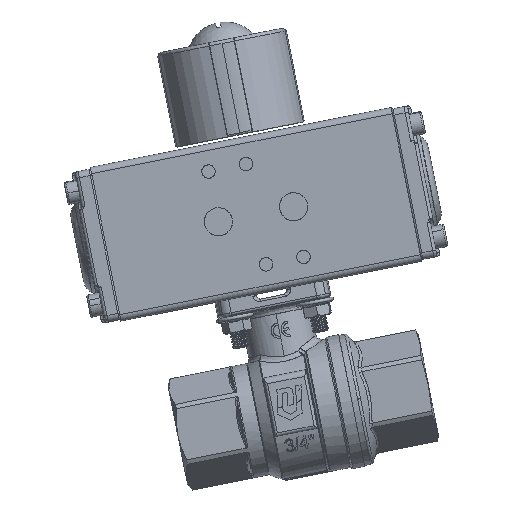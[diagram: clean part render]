
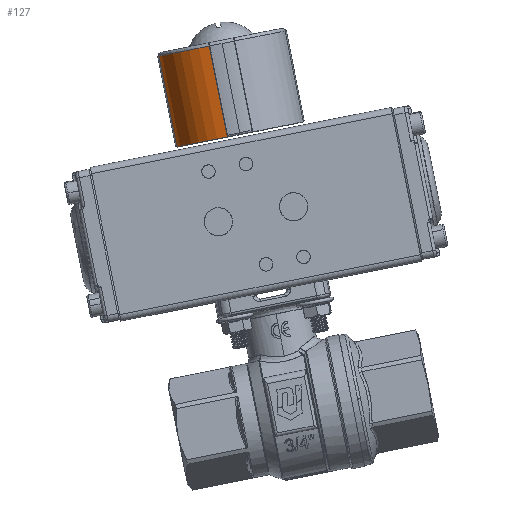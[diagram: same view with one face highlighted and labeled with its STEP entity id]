
A CAD part, top view. The second image highlights one B-rep face of the part: STEP entity #127.
In plain terms, the highlighted cylindrical face has radius 20.5 mm (diameter 41 mm), a partial arc.
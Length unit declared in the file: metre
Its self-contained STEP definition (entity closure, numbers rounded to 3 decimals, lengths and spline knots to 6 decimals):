
#127 = ADVANCED_FACE ( 'NONE', ( #54973 ), #61237, .T. ) ;
#747 = EDGE_CURVE ( 'NONE', #15777, #17012, #75472, .T. ) ;
#1349 = CARTESIAN_POINT ( 'NONE',  ( -0.041214, 0.065589, 0.111777 ) ) ;
#5255 = VERTEX_POINT ( 'NONE', #84739 ) ;
#5369 = ORIENTED_EDGE ( 'NONE', *, *, #38691, .T. ) ;
#13375 = DIRECTION ( 'NONE',  ( -0.195, 0.981, 0. ) ) ;
#14213 = EDGE_CURVE ( 'NONE', #17012, #65774, #47003, .T. ) ;
#14385 = DIRECTION ( 'NONE',  ( -0.981, -0.195, 0. ) ) ;
#14974 = AXIS2_PLACEMENT_3D ( 'NONE', #82369, #61673, #54547 ) ;
#15777 = VERTEX_POINT ( 'NONE', #41819 ) ;
#17012 = VERTEX_POINT ( 'NONE', #18963 ) ;
#18288 = DIRECTION ( 'NONE',  ( -0.195, 0.981, 0. ) ) ;
#18963 = CARTESIAN_POINT ( 'NONE',  ( -0.056951, 0.062455, 0.095731 ) ) ;
#20109 = CARTESIAN_POINT ( 'NONE',  ( -0.047072, 0.095011, 0.111777 ) ) ;
#26453 = CARTESIAN_POINT ( 'NONE',  ( -0.062809, 0.091877, 0.095731 ) ) ;
#28020 = VECTOR ( 'NONE', #47612, 1. ) ;
#28782 = CARTESIAN_POINT ( 'NONE',  ( -0.042905, 0.094821, 0.091681 ) ) ;
#38419 = EDGE_CURVE ( 'NONE', #5255, #15777, #73630, .T. ) ;
#38691 = EDGE_CURVE ( 'NONE', #65774, #5255, #40831, .T. ) ;
#38897 = ORIENTED_EDGE ( 'NONE', *, *, #38419, .T. ) ;
#39176 = AXIS2_PLACEMENT_3D ( 'NONE', #28782, #49061, #14385 ) ;
#40831 = LINE ( 'NONE', #20109, #55196 ) ;
#41819 = CARTESIAN_POINT ( 'NONE',  ( -0.062614, 0.090897, 0.095731 ) ) ;
#42076 = EDGE_LOOP ( 'NONE', ( #66099, #70045, #5369, #38897 ) ) ;
#42711 = AXIS2_PLACEMENT_3D ( 'NONE', #79934, #18288, #45741 ) ;
#45741 = DIRECTION ( 'NONE',  ( -0.981, -0.195, 0. ) ) ;
#47003 = CIRCLE ( 'NONE', #42711, 0.0205 ) ;
#47612 = DIRECTION ( 'NONE',  ( 0.195, -0.981, 0. ) ) ;
#49061 = DIRECTION ( 'NONE',  ( 0.195, -0.981, 0. ) ) ;
#54547 = DIRECTION ( 'NONE',  ( -0.981, -0.195, 0. ) ) ;
#54973 = FACE_OUTER_BOUND ( 'NONE', #42076, .T. ) ;
#55196 = VECTOR ( 'NONE', #13375, 1. ) ;
#61237 = CYLINDRICAL_SURFACE ( 'NONE', #14974, 0.0205 ) ;
#61673 = DIRECTION ( 'NONE',  ( 0.195, -0.981, 0. ) ) ;
#65774 = VERTEX_POINT ( 'NONE', #1349 ) ;
#66099 = ORIENTED_EDGE ( 'NONE', *, *, #747, .T. ) ;
#70045 = ORIENTED_EDGE ( 'NONE', *, *, #14213, .T. ) ;
#73630 = CIRCLE ( 'NONE', #39176, 0.0205 ) ;
#75472 = LINE ( 'NONE', #26453, #28020 ) ;
#79934 = CARTESIAN_POINT ( 'NONE',  ( -0.037242, 0.066379, 0.091681 ) ) ;
#82369 = CARTESIAN_POINT ( 'NONE',  ( -0.0431, 0.095802, 0.091681 ) ) ;
#84739 = CARTESIAN_POINT ( 'NONE',  ( -0.046877, 0.09403, 0.111777 ) ) ;
